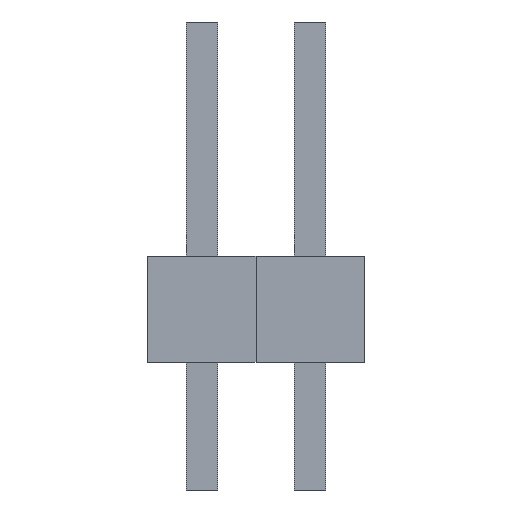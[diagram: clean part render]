
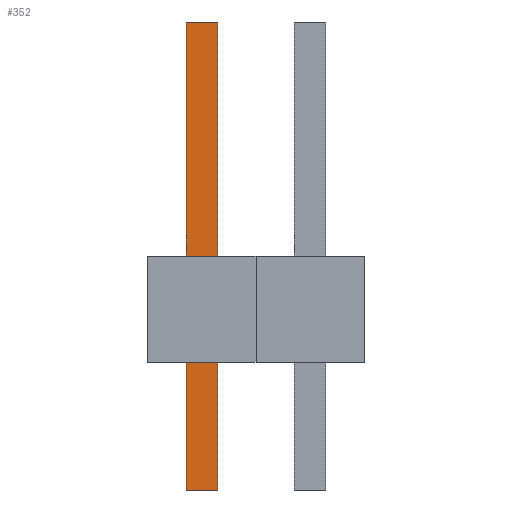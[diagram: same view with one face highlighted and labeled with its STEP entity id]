
A CAD part, front view. The second image highlights one B-rep face of the part: STEP entity #352.
In plain terms, the highlighted planar face has unit normal (0, -1, 0).
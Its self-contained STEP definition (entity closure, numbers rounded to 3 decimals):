
#13=DIRECTION('',(0.,0.,1.));
#14=DIRECTION('',(1.,0.,0.));
#193=VECTOR('',#13,1.);
#200=DIRECTION('',(0.,1.,0.));
#242=VECTOR('',#14,1.);
#306=EDGE_CURVE('',#307,#309,#311,.T.);
#307=VERTEX_POINT('',#308);
#308=CARTESIAN_POINT('',(-0.371,-0.371,-3.));
#309=VERTEX_POINT('',#310);
#310=CARTESIAN_POINT('',(-0.371,-0.371,8.));
#311=LINE('',#308,#193);
#330=ORIENTED_EDGE('',*,*,#331,.F.);
#331=EDGE_CURVE('',#332,#334,#336,.T.);
#332=VERTEX_POINT('',#333);
#333=CARTESIAN_POINT('',(0.371,-0.371,-3.));
#334=VERTEX_POINT('',#335);
#335=CARTESIAN_POINT('',(0.371,-0.371,8.));
#336=LINE('',#333,#193);
#352=ADVANCED_FACE('',(#353),#362,.F.);
#353=FACE_BOUND('',#354,.F.);
#354=EDGE_LOOP('',(#355,#358,#359,#330));
#355=ORIENTED_EDGE('',*,*,#356,.F.);
#356=EDGE_CURVE('',#307,#332,#357,.T.);
#357=LINE('',#308,#242);
#358=ORIENTED_EDGE('',*,*,#306,.T.);
#359=ORIENTED_EDGE('',*,*,#360,.T.);
#360=EDGE_CURVE('',#309,#334,#361,.T.);
#361=LINE('',#310,#242);
#362=PLANE('',#363);
#363=AXIS2_PLACEMENT_3D('',#308,#200,#13);
